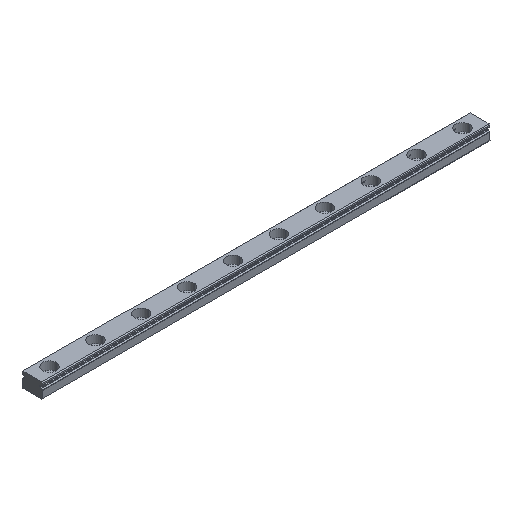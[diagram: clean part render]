
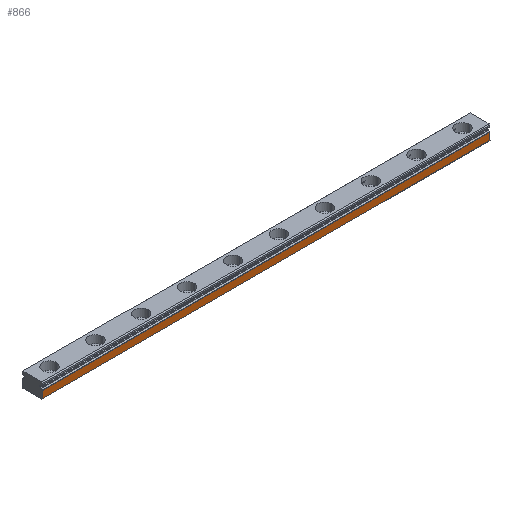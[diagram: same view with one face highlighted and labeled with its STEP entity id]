
A CAD part, isometric view. The second image highlights one B-rep face of the part: STEP entity #866.
In plain terms, the highlighted planar face has unit normal (0, -1, 0).
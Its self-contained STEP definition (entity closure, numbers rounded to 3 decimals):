
#4 = VERTEX_POINT ( 'NONE', #1752 ) ;
#15 = LINE ( 'NONE', #255, #2401 ) ;
#132 = DIRECTION ( 'NONE',  ( 0., 0., -1. ) ) ;
#255 = CARTESIAN_POINT ( 'NONE',  ( -7.5, -4.5, 3.442 ) ) ;
#340 = CARTESIAN_POINT ( 'NONE',  ( -7.5, -4.5, 0.4 ) ) ;
#487 = DIRECTION ( 'NONE',  ( 1., 0., 0. ) ) ;
#580 = VERTEX_POINT ( 'NONE', #2570 ) ;
#598 = DIRECTION ( 'NONE',  ( -1., 0., 0. ) ) ;
#605 = ORIENTED_EDGE ( 'NONE', *, *, #2769, .T. ) ;
#769 = VERTEX_POINT ( 'NONE', #2170 ) ;
#791 = DIRECTION ( 'NONE',  ( 1., 0., 0. ) ) ;
#856 = LINE ( 'NONE', #1099, #1852 ) ;
#866 = ADVANCED_FACE ( 'NONE', ( #1361 ), #2059, .T. ) ;
#879 = ORIENTED_EDGE ( 'NONE', *, *, #1123, .T. ) ;
#1026 = EDGE_CURVE ( 'NONE', #1401, #769, #1241, .T. ) ;
#1086 = EDGE_LOOP ( 'NONE', ( #605, #2491, #879, #1622 ) ) ;
#1099 = CARTESIAN_POINT ( 'NONE',  ( -7.5, -4.5, 3.442 ) ) ;
#1123 = EDGE_CURVE ( 'NONE', #580, #1401, #856, .T. ) ;
#1206 = VECTOR ( 'NONE', #791, 1000. ) ;
#1241 = LINE ( 'NONE', #2390, #1206 ) ;
#1251 = AXIS2_PLACEMENT_3D ( 'NONE', #340, #1314, #598 ) ;
#1314 = DIRECTION ( 'NONE',  ( 0., -1., 0. ) ) ;
#1361 = FACE_OUTER_BOUND ( 'NONE', #1086, .T. ) ;
#1401 = VERTEX_POINT ( 'NONE', #1438 ) ;
#1438 = CARTESIAN_POINT ( 'NONE',  ( -7.5, -4.5, 0.4 ) ) ;
#1615 = LINE ( 'NONE', #1869, #2552 ) ;
#1622 = ORIENTED_EDGE ( 'NONE', *, *, #1026, .T. ) ;
#1752 = CARTESIAN_POINT ( 'NONE',  ( 187.5, -4.5, 3.442 ) ) ;
#1852 = VECTOR ( 'NONE', #132, 1000. ) ;
#1869 = CARTESIAN_POINT ( 'NONE',  ( 187.5, -4.5, -0.099 ) ) ;
#1896 = EDGE_CURVE ( 'NONE', #580, #4, #15, .T. ) ;
#2059 = PLANE ( 'NONE',  #1251 ) ;
#2170 = CARTESIAN_POINT ( 'NONE',  ( 187.5, -4.5, 0.4 ) ) ;
#2346 = DIRECTION ( 'NONE',  ( 0., 0., 1. ) ) ;
#2390 = CARTESIAN_POINT ( 'NONE',  ( -7.5, -4.5, 0.4 ) ) ;
#2401 = VECTOR ( 'NONE', #487, 1000. ) ;
#2491 = ORIENTED_EDGE ( 'NONE', *, *, #1896, .F. ) ;
#2552 = VECTOR ( 'NONE', #2346, 1000. ) ;
#2570 = CARTESIAN_POINT ( 'NONE',  ( -7.5, -4.5, 3.442 ) ) ;
#2769 = EDGE_CURVE ( 'NONE', #769, #4, #1615, .T. ) ;
